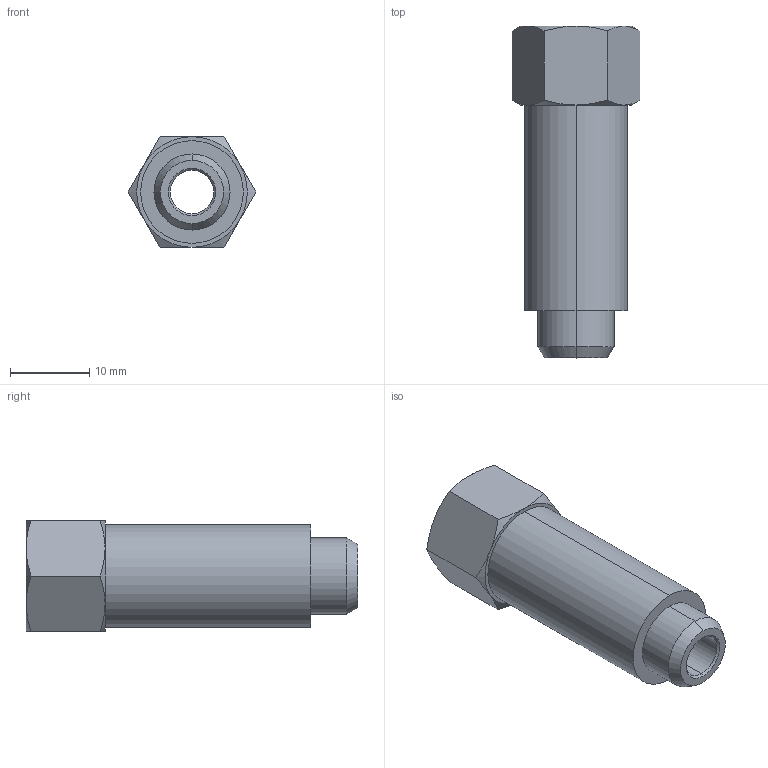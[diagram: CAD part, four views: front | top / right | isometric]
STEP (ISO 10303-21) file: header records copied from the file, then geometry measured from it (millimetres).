
FILE_DESCRIPTION (( 'STEP AP214' ), '1' );
FILE_NAME ('DRF.MF0101_36.STEP', '2018-09-03T09:57:31', ( '' ), ( '' ), 'SwSTEP 2.0', 'SolidWorks 2018', '' );
FILE_SCHEMA (( 'AUTOMOTIVE_DESIGN' ));
Length unit declared in the file: millimetre
Products named in the file (1): DRF.MF0101_36
Bounding box: 16.17 x 42 x 14 mm (x, y, z)
Volume: 3656.8 mm3; surface area: 2950.1 mm2
Topology: 1 solids, 1 shells, 38 faces, 80 edges, 46 vertices
Faces by surface type: cone 20, plane 10, cylinder 8
Entity records: 1444 total; most frequent: CARTESIAN_POINT 573, DIRECTION 168, ORIENTED_EDGE 160, EDGE_CURVE 80, AXIS2_PLACEMENT_3D 73, VERTEX_POINT 46, EDGE_LOOP 42, FACE_OUTER_BOUND 38
